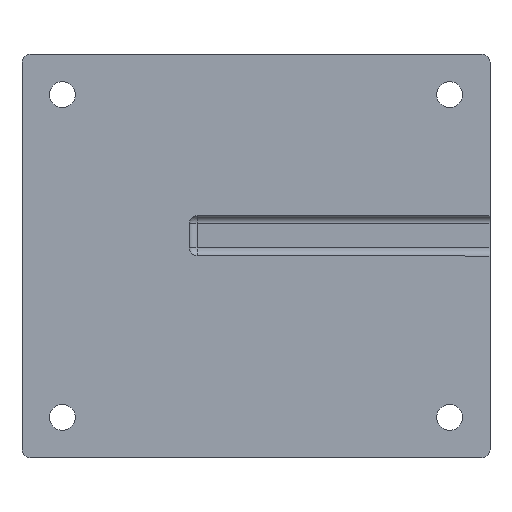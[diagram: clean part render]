
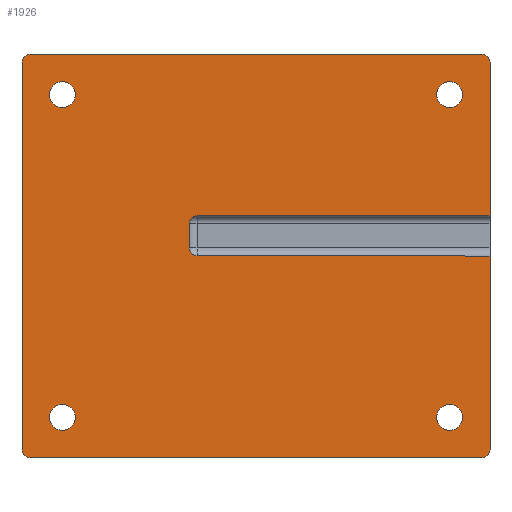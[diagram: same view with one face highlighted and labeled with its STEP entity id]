
A CAD part, front view. The second image highlights one B-rep face of the part: STEP entity #1926.
In plain terms, the highlighted planar face has unit normal (0, -1, 0).
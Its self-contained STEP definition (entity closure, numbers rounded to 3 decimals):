
#57=FACE_BOUND('',#596,.T.);
#58=FACE_BOUND('',#597,.T.);
#59=FACE_BOUND('',#598,.T.);
#60=FACE_BOUND('',#599,.T.);
#79=PLANE('',#2092);
#115=LINE('',#3026,#259);
#127=LINE('',#3072,#271);
#130=LINE('',#3077,#274);
#131=LINE('',#3079,#275);
#132=LINE('',#3082,#276);
#133=LINE('',#3087,#277);
#134=LINE('',#3091,#278);
#135=LINE('',#3094,#279);
#259=VECTOR('',#2358,10.);
#271=VECTOR('',#2408,10.);
#274=VECTOR('',#2413,10.);
#275=VECTOR('',#2416,10.);
#276=VECTOR('',#2419,10.);
#277=VECTOR('',#2424,10.);
#278=VECTOR('',#2427,10.);
#279=VECTOR('',#2430,10.);
#469=FACE_OUTER_BOUND('',#595,.T.);
#595=EDGE_LOOP('',(#1382,#1383,#1384,#1385,#1386,#1387,#1388,#1389,#1390,
#1391,#1392,#1393,#1394,#1395));
#596=EDGE_LOOP('',(#1396));
#597=EDGE_LOOP('',(#1397));
#598=EDGE_LOOP('',(#1398));
#599=EDGE_LOOP('',(#1399));
#736=CIRCLE('',#2084,1.);
#737=CIRCLE('',#2087,1.);
#738=CIRCLE('',#2093,1.);
#739=CIRCLE('',#2094,1.);
#740=CIRCLE('',#2095,1.);
#741=CIRCLE('',#2096,1.);
#742=CIRCLE('',#2097,1.6);
#743=CIRCLE('',#2098,1.6);
#744=CIRCLE('',#2099,1.6);
#745=CIRCLE('',#2100,1.6);
#856=VERTEX_POINT('',#3008);
#864=VERTEX_POINT('',#3024);
#875=VERTEX_POINT('',#3054);
#876=VERTEX_POINT('',#3055);
#877=VERTEX_POINT('',#3063);
#878=VERTEX_POINT('',#3064);
#879=VERTEX_POINT('',#3071);
#880=VERTEX_POINT('',#3075);
#881=VERTEX_POINT('',#3081);
#882=VERTEX_POINT('',#3084);
#883=VERTEX_POINT('',#3086);
#884=VERTEX_POINT('',#3088);
#885=VERTEX_POINT('',#3090);
#886=VERTEX_POINT('',#3092);
#887=VERTEX_POINT('',#3095);
#888=VERTEX_POINT('',#3097);
#889=VERTEX_POINT('',#3099);
#890=VERTEX_POINT('',#3101);
#1038=EDGE_CURVE('',#856,#864,#115,.T.);
#1051=EDGE_CURVE('',#875,#876,#736,.T.);
#1056=EDGE_CURVE('',#877,#878,#737,.T.);
#1060=EDGE_CURVE('',#879,#878,#127,.T.);
#1063=EDGE_CURVE('',#875,#880,#130,.T.);
#1064=EDGE_CURVE('',#877,#876,#131,.T.);
#1065=EDGE_CURVE('',#880,#881,#132,.T.);
#1066=EDGE_CURVE('',#856,#881,#738,.T.);
#1067=EDGE_CURVE('',#882,#864,#739,.T.);
#1068=EDGE_CURVE('',#882,#883,#133,.T.);
#1069=EDGE_CURVE('',#884,#883,#740,.T.);
#1070=EDGE_CURVE('',#884,#885,#134,.T.);
#1071=EDGE_CURVE('',#886,#885,#741,.T.);
#1072=EDGE_CURVE('',#886,#879,#135,.T.);
#1073=EDGE_CURVE('',#887,#887,#742,.T.);
#1074=EDGE_CURVE('',#888,#888,#743,.T.);
#1075=EDGE_CURVE('',#889,#889,#744,.T.);
#1076=EDGE_CURVE('',#890,#890,#745,.T.);
#1382=ORIENTED_EDGE('',*,*,#1060,.T.);
#1383=ORIENTED_EDGE('',*,*,#1056,.F.);
#1384=ORIENTED_EDGE('',*,*,#1064,.T.);
#1385=ORIENTED_EDGE('',*,*,#1051,.F.);
#1386=ORIENTED_EDGE('',*,*,#1063,.T.);
#1387=ORIENTED_EDGE('',*,*,#1065,.T.);
#1388=ORIENTED_EDGE('',*,*,#1066,.F.);
#1389=ORIENTED_EDGE('',*,*,#1038,.T.);
#1390=ORIENTED_EDGE('',*,*,#1067,.F.);
#1391=ORIENTED_EDGE('',*,*,#1068,.T.);
#1392=ORIENTED_EDGE('',*,*,#1069,.F.);
#1393=ORIENTED_EDGE('',*,*,#1070,.T.);
#1394=ORIENTED_EDGE('',*,*,#1071,.F.);
#1395=ORIENTED_EDGE('',*,*,#1072,.T.);
#1396=ORIENTED_EDGE('',*,*,#1073,.T.);
#1397=ORIENTED_EDGE('',*,*,#1074,.T.);
#1398=ORIENTED_EDGE('',*,*,#1075,.T.);
#1399=ORIENTED_EDGE('',*,*,#1076,.T.);
#1926=ADVANCED_FACE('',(#469,#57,#58,#59,#60),#79,.F.);
#2084=AXIS2_PLACEMENT_3D('',#3056,#2389,#2390);
#2087=AXIS2_PLACEMENT_3D('',#3065,#2399,#2400);
#2092=AXIS2_PLACEMENT_3D('',#3080,#2417,#2418);
#2093=AXIS2_PLACEMENT_3D('',#3083,#2420,#2421);
#2094=AXIS2_PLACEMENT_3D('',#3085,#2422,#2423);
#2095=AXIS2_PLACEMENT_3D('',#3089,#2425,#2426);
#2096=AXIS2_PLACEMENT_3D('',#3093,#2428,#2429);
#2097=AXIS2_PLACEMENT_3D('',#3096,#2431,#2432);
#2098=AXIS2_PLACEMENT_3D('',#3098,#2433,#2434);
#2099=AXIS2_PLACEMENT_3D('',#3100,#2435,#2436);
#2100=AXIS2_PLACEMENT_3D('',#3102,#2437,#2438);
#2358=DIRECTION('',(-1.,0.,0.));
#2389=DIRECTION('center_axis',(0.,-1.,0.));
#2390=DIRECTION('ref_axis',(-0.707,0.,0.707));
#2399=DIRECTION('center_axis',(0.,-1.,0.));
#2400=DIRECTION('ref_axis',(-0.707,0.,-0.707));
#2408=DIRECTION('',(-1.,0.,0.));
#2413=DIRECTION('',(1.,0.,0.));
#2416=DIRECTION('',(0.,0.,1.));
#2417=DIRECTION('center_axis',(0.,1.,0.));
#2418=DIRECTION('ref_axis',(0.,0.,1.));
#2419=DIRECTION('',(0.,0.,1.));
#2420=DIRECTION('center_axis',(0.,1.,0.));
#2421=DIRECTION('ref_axis',(0.707,0.,0.707));
#2422=DIRECTION('center_axis',(0.,1.,0.));
#2423=DIRECTION('ref_axis',(-0.707,0.,0.707));
#2424=DIRECTION('',(0.,0.,-1.));
#2425=DIRECTION('center_axis',(0.,1.,0.));
#2426=DIRECTION('ref_axis',(-0.707,0.,-0.707));
#2427=DIRECTION('',(1.,0.,0.));
#2428=DIRECTION('center_axis',(0.,1.,0.));
#2429=DIRECTION('ref_axis',(0.707,0.,-0.707));
#2430=DIRECTION('',(0.,0.,1.));
#2431=DIRECTION('center_axis',(0.,1.,0.));
#2432=DIRECTION('ref_axis',(1.,0.,0.));
#2433=DIRECTION('center_axis',(0.,1.,0.));
#2434=DIRECTION('ref_axis',(1.,0.,0.));
#2435=DIRECTION('center_axis',(0.,1.,0.));
#2436=DIRECTION('ref_axis',(1.,0.,0.));
#2437=DIRECTION('center_axis',(0.,1.,0.));
#2438=DIRECTION('ref_axis',(1.,0.,0.));
#3008=CARTESIAN_POINT('',(28.,0.,22.5));
#3024=CARTESIAN_POINT('',(-28.,0.,22.5));
#3026=CARTESIAN_POINT('',(29.,0.,22.5));
#3054=CARTESIAN_POINT('',(-7.27,0.,2.5));
#3055=CARTESIAN_POINT('',(-8.27,0.,1.5));
#3056=CARTESIAN_POINT('Origin',(-7.27,0.,
1.5));
#3063=CARTESIAN_POINT('',(-8.27,0.,-1.5));
#3064=CARTESIAN_POINT('',(-7.27,0.,-2.5));
#3065=CARTESIAN_POINT('Origin',(-7.27,0.,
-1.5));
#3071=CARTESIAN_POINT('',(29.,0.,-2.5));
#3072=CARTESIAN_POINT('',(14.5,0.,-2.5));
#3075=CARTESIAN_POINT('',(29.,0.,2.5));
#3077=CARTESIAN_POINT('',(14.5,0.,2.5));
#3079=CARTESIAN_POINT('',(-8.27,0.,0.));
#3080=CARTESIAN_POINT('Origin',(0.,0.,0.));
#3081=CARTESIAN_POINT('',(29.,0.,21.5));
#3082=CARTESIAN_POINT('',(29.,0.,-27.5));
#3083=CARTESIAN_POINT('Origin',(28.,0.,21.5));
#3084=CARTESIAN_POINT('',(-29.,0.,21.5));
#3085=CARTESIAN_POINT('Origin',(-28.,0.,21.5));
#3086=CARTESIAN_POINT('',(-29.,0.,-26.5));
#3087=CARTESIAN_POINT('',(-29.,0.,22.5));
#3088=CARTESIAN_POINT('',(-28.,0.,-27.5));
#3089=CARTESIAN_POINT('Origin',(-28.,0.,-26.5));
#3090=CARTESIAN_POINT('',(28.,0.,-27.5));
#3091=CARTESIAN_POINT('',(-29.,0.,-27.5));
#3092=CARTESIAN_POINT('',(29.,0.,-26.5));
#3093=CARTESIAN_POINT('Origin',(28.,0.,-26.5));
#3094=CARTESIAN_POINT('',(29.,0.,-27.5));
#3095=CARTESIAN_POINT('',(22.4,0.,17.5));
#3096=CARTESIAN_POINT('Origin',(24.,0.,17.5));
#3097=CARTESIAN_POINT('',(-25.6,0.,-22.5));
#3098=CARTESIAN_POINT('Origin',(-24.,0.,-22.5));
#3099=CARTESIAN_POINT('',(22.4,0.,-22.5));
#3100=CARTESIAN_POINT('Origin',(24.,0.,-22.5));
#3101=CARTESIAN_POINT('',(-25.6,0.,17.5));
#3102=CARTESIAN_POINT('Origin',(-24.,0.,17.5));
